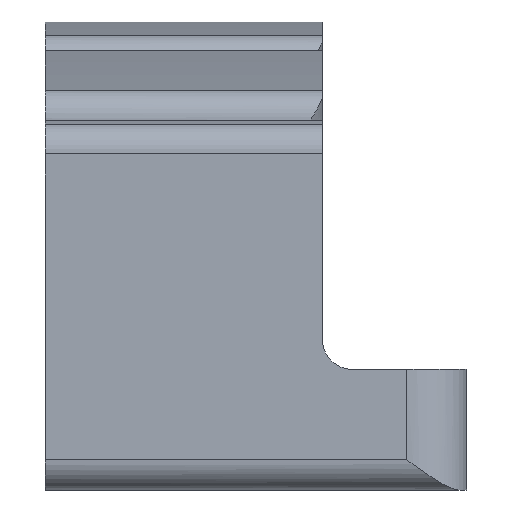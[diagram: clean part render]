
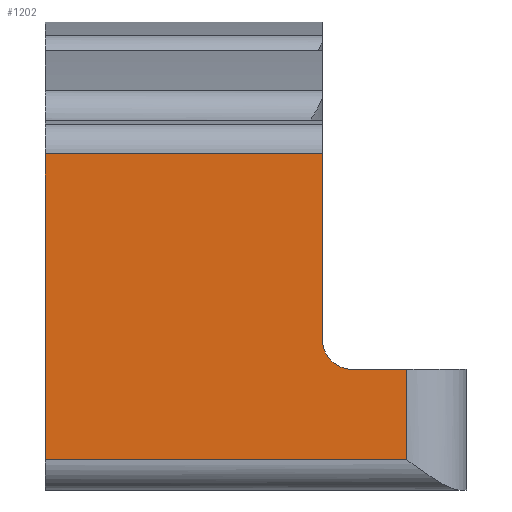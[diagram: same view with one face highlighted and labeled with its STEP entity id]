
A CAD part, left-side view. The second image highlights one B-rep face of the part: STEP entity #1202.
In plain terms, the highlighted planar face has unit normal (-1, 0, 0).
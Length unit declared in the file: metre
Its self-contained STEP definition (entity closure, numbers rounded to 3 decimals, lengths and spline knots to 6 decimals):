
#16=PLANE('',#1366);
#84=LINE('',#2034,#158);
#97=LINE('',#2121,#171);
#108=LINE('',#2161,#182);
#109=LINE('',#2162,#183);
#110=LINE('',#2164,#184);
#111=LINE('',#2166,#185);
#158=VECTOR('',#1551,1.);
#171=VECTOR('',#1636,1.);
#182=VECTOR('',#1677,1.);
#183=VECTOR('',#1678,1.);
#184=VECTOR('',#1679,1.);
#185=VECTOR('',#1680,1.);
#378=ORIENTED_EDGE('',*,*,#665,.T.);
#379=ORIENTED_EDGE('',*,*,#735,.T.);
#380=ORIENTED_EDGE('',*,*,#713,.F.);
#381=ORIENTED_EDGE('',*,*,#736,.T.);
#382=ORIENTED_EDGE('',*,*,#737,.T.);
#383=ORIENTED_EDGE('',*,*,#738,.F.);
#384=ORIENTED_EDGE('',*,*,#739,.T.);
#665=EDGE_CURVE('',#851,#850,#84,.T.);
#713=EDGE_CURVE('',#888,#889,#97,.T.);
#735=EDGE_CURVE('',#850,#889,#108,.F.);
#736=EDGE_CURVE('',#888,#903,#109,.F.);
#737=EDGE_CURVE('',#903,#904,#110,.F.);
#738=EDGE_CURVE('',#905,#904,#111,.T.);
#739=EDGE_CURVE('',#905,#851,#999,.F.);
#850=VERTEX_POINT('',#2033);
#851=VERTEX_POINT('',#2035);
#888=VERTEX_POINT('',#2120);
#889=VERTEX_POINT('',#2122);
#903=VERTEX_POINT('',#2163);
#904=VERTEX_POINT('',#2165);
#905=VERTEX_POINT('',#2167);
#999=CIRCLE('',#1367,0.0005);
#1031=EDGE_LOOP('',(#378,#379,#380,#381,#382,#383,#384));
#1100=FACE_BOUND('',#1031,.T.);
#1202=ADVANCED_FACE('',(#1100),#16,.T.);
#1366=AXIS2_PLACEMENT_3D('',#2160,#1675,#1676);
#1367=AXIS2_PLACEMENT_3D('',#2168,#1681,#1682);
#1551=DIRECTION('',(0.,0.,1.));
#1636=DIRECTION('',(0.,0.,1.));
#1675=DIRECTION('',(-1.,0.,0.));
#1676=DIRECTION('',(0.,0.,1.));
#1677=DIRECTION('',(0.,-1.,0.));
#1678=DIRECTION('',(0.,1.,0.));
#1679=DIRECTION('',(0.,0.,-1.));
#1680=DIRECTION('',(0.,-1.,0.));
#1681=DIRECTION('',(-1.,0.,0.));
#1682=DIRECTION('',(0.,0.,1.));
#2033=CARTESIAN_POINT('',(0.,-0.0046,0.005575));
#2034=CARTESIAN_POINT('',(0.,-0.0046,0.0025));
#2035=CARTESIAN_POINT('',(0.,-0.0046,0.0025));
#2120=CARTESIAN_POINT('',(0.,0.,0.0005));
#2121=CARTESIAN_POINT('',(0.,0.,0.0025));
#2122=CARTESIAN_POINT('',(0.,0.,0.005575));
#2160=CARTESIAN_POINT('',(0.,-0.0046,0.0025));
#2161=CARTESIAN_POINT('',(0.,0.,0.005575));
#2162=CARTESIAN_POINT('',(0.,-0.0046,0.0005));
#2163=CARTESIAN_POINT('',(0.,-0.006,0.0005));
#2164=CARTESIAN_POINT('',(0.,-0.006,0.0025));
#2165=CARTESIAN_POINT('',(0.,-0.006,0.002));
#2166=CARTESIAN_POINT('',(0.,-0.0058,0.002));
#2167=CARTESIAN_POINT('',(0.,-0.0051,0.002));
#2168=CARTESIAN_POINT('',(0.,-0.0051,0.0025));
